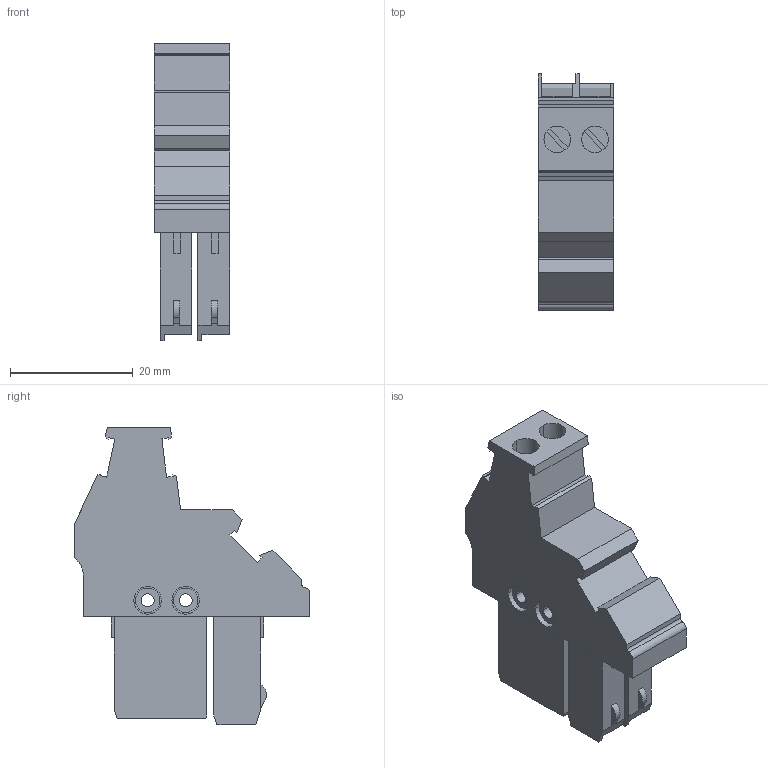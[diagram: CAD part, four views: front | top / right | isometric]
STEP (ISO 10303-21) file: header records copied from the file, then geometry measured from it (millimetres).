
FILE_DESCRIPTION(('Creo Elements/Direct Modeling STEP Export'),'2;1');
FILE_NAME('model.stp','2019-03-21T 8:58:04',(''),(''),'Creo Elements/Direct Modeling STEP processor for AP214 (Solid Model)','Creo Elements/Direct Modeling 20.1A 29-Sep-2018 (C) Parametric Technology GmbH','');
FILE_SCHEMA(('AUTOMOTIVE_DESIGN { 1 0 10303 214 1 1 1 1 }'));
Length unit declared in the file: millimetre
Products named in the file (2): UPCT_4_2-select
Assembly tree (1 placements, depth 2):
  UPCT_4_2-select
    UPCT_4_2-select
Bounding box: 12.3 x 38.45 x 48.48 mm (x, y, z)
Volume: 11315.2 mm3; surface area: 6662.7 mm2
Topology: 1 solids, 1 shells, 325 faces, 899 edges, 595 vertices
Faces by surface type: plane 237, cylinder 78, bspline 8, torus 2
Entity records: 15924 total; most frequent: CARTESIAN_POINT 4929, ORIENTED_EDGE 1798, DIRECTION 1643, EDGE_CURVE 899, VECTOR 693, LINE 693, VERTEX_POINT 595, AXIS2_PLACEMENT_3D 475
